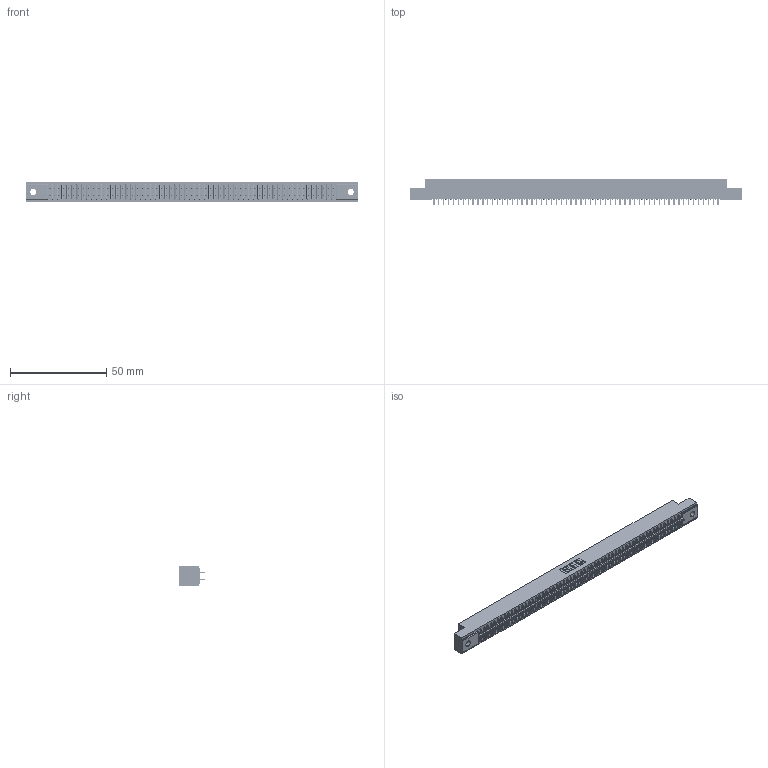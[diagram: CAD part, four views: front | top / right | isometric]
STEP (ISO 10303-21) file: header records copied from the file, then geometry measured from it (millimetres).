
FILE_DESCRIPTION (( 'STEP AP203' ), '1' );
FILE_NAME ('391-118-524-202.STEP', '2018-08-09T23:44:14', ( '' ), ( '' ), 'SwSTEP 2.0', 'SolidWorks 2016', '' );
FILE_SCHEMA (( 'CONFIG_CONTROL_DESIGN' ));
Length unit declared in the file: inch
Products named in the file (3): 341 Part_.128 (3.25) Dia Mounting Holes; 341-292-001_341-292-124; 391-118-524-202
Assembly tree (119 placements, depth 2):
  391-118-524-202
    341 Part_.128 (3.25) Dia Mounting Holes
    341-292-001_341-292-124  x118
Bounding box: 172.09 x 13.64 x 10.16 mm (x, y, z)
Volume: 12671.4 mm3; surface area: 22551.6 mm2
Topology: 119 solids, 119 shells, 7904 faces, 22913 edges, 14838 vertices
Faces by surface type: plane 4788, cylinder 2880, sphere 120, torus 116
Entity records: 69140 total; most frequent: CARTESIAN_POINT 11493, ORIENTED_EDGE 11422, DIRECTION 11141, EDGE_CURVE 5711, LINE 4633, VECTOR 4633, VERTEX_POINT 3606, AXIS2_PLACEMENT_3D 3254
